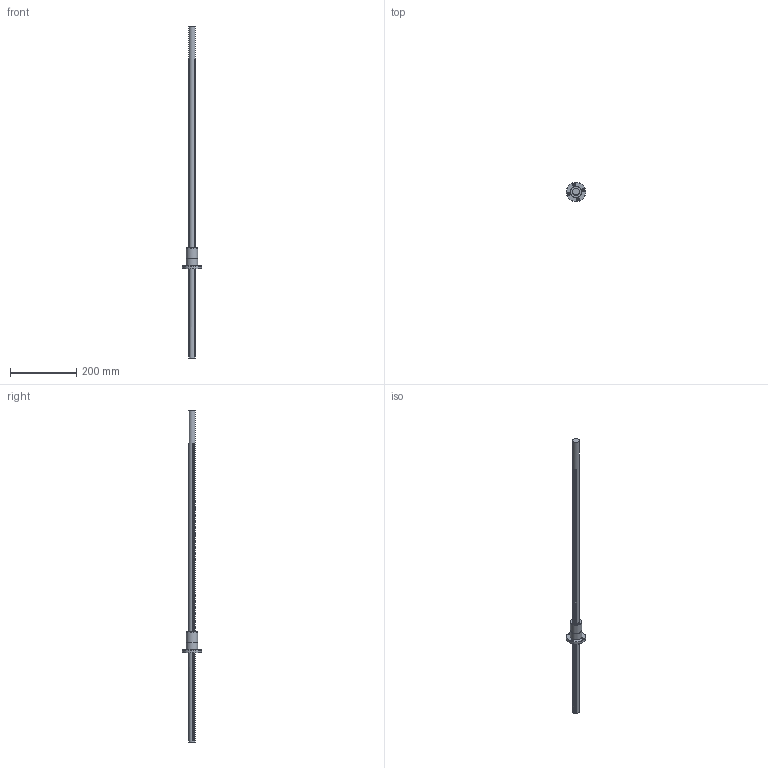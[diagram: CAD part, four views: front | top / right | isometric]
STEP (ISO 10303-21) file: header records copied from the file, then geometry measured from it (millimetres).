
FILE_DESCRIPTION(/* description */ (''),/* implementation_level */ '2;1');
FILE_NAME(/* name */ 'SP20-FS-900-1000-H-S.stp',/* time_stamp */ '2021-04-13T14:02:25+08:00',/* author */ ('linus21482'),/* organization */ (''),/* preprocessor_version */ 'ST-DEVELOPER v15.6',/* originating_system */ 'Autodesk Inventor 2015',/* authorisation */ '');
FILE_SCHEMA (('AUTOMOTIVE_DESIGN { 1 0 10303 214 3 1 1 }'));
Length unit declared in the file: millimetre
Products named in the file (4): SP20-SH-500-600-H-S; SP20-FS; SP20-FS-500-600-H-S; SP20-FS-900-1000-H-S
Bounding box: 58 x 58 x 1000 mm (x, y, z)
Volume: 351078.3 mm3; surface area: 85623.2 mm2
Topology: 2 solids, 2 shells, 43 faces, 102 edges, 65 vertices
Faces by surface type: cylinder 22, plane 15, torus 6
Full cylindrical faces by diameter (mm): 1.5 x3, 5.5 x4, 9.5 x4, 20 x2, 35 x2, 58 x1
Entity records: 1447 total; most frequent: CARTESIAN_POINT 423, DIRECTION 224, ORIENTED_EDGE 154, AXIS2_PLACEMENT_3D 106, EDGE_LOOP 80, EDGE_CURVE 77, VERTEX_POINT 59, CIRCLE 56
